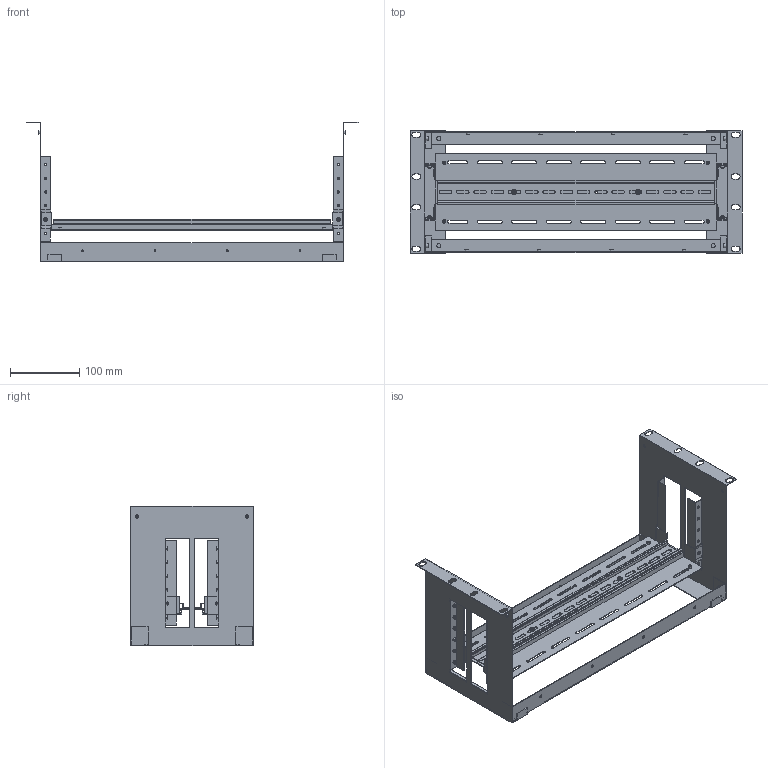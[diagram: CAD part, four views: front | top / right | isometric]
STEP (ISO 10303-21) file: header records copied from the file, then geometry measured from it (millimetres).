
FILE_DESCRIPTION(('CATIA V5 STEP Exchange','CAx-IF Rec.Pracs.--- Model Styling and Organization---1.4--- 2014-01-23'),'2;1');
FILE_NAME ('D1401106_2_1241440000_S3D_RM_KIT.stp','2020-03-31T13:15:14+00:00',('none'),('Weidmueller'),'CATIA Version 5-6 Release 2016 SP3 HF44','CATIA V5 STEP AP214','none');
FILE_SCHEMA(('AUTOMOTIVE_DESIGN { 1 0 10303 214 1 1 1 1 }'));
Length unit declared in the file: millimetre
Products named in the file (1): 1241440000
Bounding box: 481 x 177.8 x 202.4 mm (x, y, z)
Volume: 236878.3 mm3; surface area: 382278.8 mm2
Topology: 6 solids, 6 shells, 888 faces, 2484 edges, 1680 vertices
Faces by surface type: plane 466, cylinder 318, cone 72, extrusion 32
Entity records: 30245 total; most frequent: CARTESIAN_POINT 7677, ORIENTED_EDGE 4968, DIRECTION 3417, EDGE_CURVE 2480, VERTEX_POINT 1672, VECTOR 1547, LINE 1515, AXIS2_PLACEMENT_3D 1306
